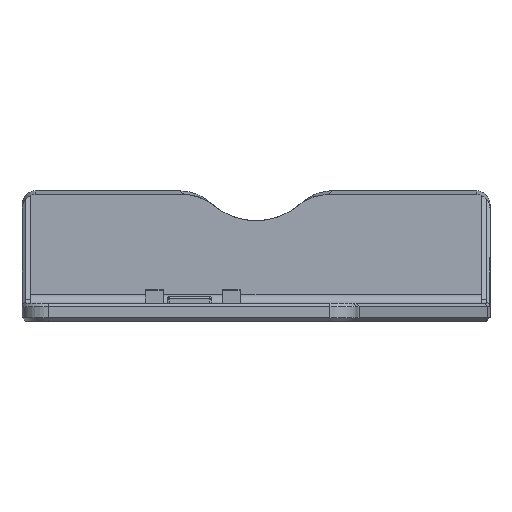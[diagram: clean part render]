
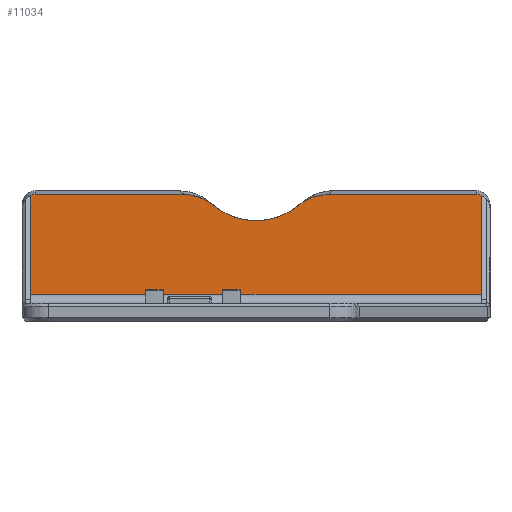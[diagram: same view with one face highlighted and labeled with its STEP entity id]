
A CAD part, left-side view. The second image highlights one B-rep face of the part: STEP entity #11034.
In plain terms, the highlighted planar face has unit normal (-1, 0, 0).
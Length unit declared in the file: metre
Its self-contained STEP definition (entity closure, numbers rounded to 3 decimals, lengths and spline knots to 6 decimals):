
#110=ELLIPSE('',#11676,0.003042,0.003);
#111=ELLIPSE('',#11678,0.003042,0.003);
#237=B_SPLINE_CURVE_WITH_KNOTS('',3,(#15992,#15993,#15994,#15995),
 .UNSPECIFIED.,.F.,.F.,(4,4),(0.,0.007235),.UNSPECIFIED.);
#238=B_SPLINE_CURVE_WITH_KNOTS('',3,(#15999,#16000,#16001,#16002),
 .UNSPECIFIED.,.F.,.F.,(4,4),(0.,0.007244),.UNSPECIFIED.);
#412=CIRCLE('',#11677,0.015);
#961=ORIENTED_EDGE('',*,*,#4300,.T.);
#962=ORIENTED_EDGE('',*,*,#4301,.T.);
#963=ORIENTED_EDGE('',*,*,#4302,.T.);
#964=ORIENTED_EDGE('',*,*,#4303,.T.);
#965=ORIENTED_EDGE('',*,*,#4304,.F.);
#966=ORIENTED_EDGE('',*,*,#4305,.T.);
#967=ORIENTED_EDGE('',*,*,#4306,.T.);
#968=ORIENTED_EDGE('',*,*,#4307,.T.);
#969=ORIENTED_EDGE('',*,*,#4308,.T.);
#970=ORIENTED_EDGE('',*,*,#4299,.F.);
#4299=EDGE_CURVE('',#5968,#5967,#6988,.T.);
#4300=EDGE_CURVE('',#5968,#5969,#6989,.T.);
#4301=EDGE_CURVE('',#5969,#5970,#110,.T.);
#4302=EDGE_CURVE('',#5970,#5971,#6990,.T.);
#4303=EDGE_CURVE('',#5971,#5972,#237,.T.);
#4304=EDGE_CURVE('',#5973,#5972,#412,.T.);
#4305=EDGE_CURVE('',#5973,#5974,#238,.T.);
#4306=EDGE_CURVE('',#5974,#5975,#6991,.T.);
#4307=EDGE_CURVE('',#5975,#5976,#111,.T.);
#4308=EDGE_CURVE('',#5976,#5967,#6992,.T.);
#5967=VERTEX_POINT('',#15981);
#5968=VERTEX_POINT('',#15983);
#5969=VERTEX_POINT('',#15987);
#5970=VERTEX_POINT('',#15989);
#5971=VERTEX_POINT('',#15991);
#5972=VERTEX_POINT('',#15996);
#5973=VERTEX_POINT('',#15998);
#5974=VERTEX_POINT('',#16003);
#5975=VERTEX_POINT('',#16005);
#5976=VERTEX_POINT('',#16007);
#6988=LINE('',#15984,#8348);
#6989=LINE('',#15986,#8349);
#6990=LINE('',#15990,#8350);
#6991=LINE('',#16004,#8351);
#6992=LINE('',#16008,#8352);
#8348=VECTOR('',#12737,1.);
#8349=VECTOR('',#12740,1.);
#8350=VECTOR('',#12743,1.);
#8351=VECTOR('',#12746,1.);
#8352=VECTOR('',#12749,1.);
#9325=EDGE_LOOP('',(#961,#962,#963,#964,#965,#966,#967,#968,#969,#970));
#9961=FACE_BOUND('',#9325,.T.);
#10571=PLANE('',#11675);
#11034=ADVANCED_FACE('',(#9961),#10571,.T.);
#11675=AXIS2_PLACEMENT_3D('',#15985,#12738,#12739);
#11676=AXIS2_PLACEMENT_3D('',#15988,#12741,#12742);
#11677=AXIS2_PLACEMENT_3D('',#15997,#12744,#12745);
#11678=AXIS2_PLACEMENT_3D('',#16006,#12747,#12748);
#12737=DIRECTION('',(0.,1.,0.));
#12738=DIRECTION('',(-1.,0.,0.));
#12739=DIRECTION('',(0.,-1.,0.));
#12740=DIRECTION('',(0.,0.,1.));
#12741=DIRECTION('',(-1.,0.,0.));
#12742=DIRECTION('',(0.,0.,1.));
#12743=DIRECTION('',(0.,1.,0.));
#12744=DIRECTION('',(-1.,0.,0.));
#12745=DIRECTION('',(0.,-1.,0.));
#12746=DIRECTION('',(0.,1.,0.));
#12747=DIRECTION('',(-1.,0.,0.));
#12748=DIRECTION('',(0.,0.,1.));
#12749=DIRECTION('',(0.,0.,-1.));
#15981=CARTESIAN_POINT('',(0.010377,0.05205,-0.0066));
#15983=CARTESIAN_POINT('',(0.010377,-0.04895,-0.0066));
#15984=CARTESIAN_POINT('',(0.010377,-0.050952,-0.0066));
#15985=CARTESIAN_POINT('',(0.010377,-0.050952,0.00585));
#15986=CARTESIAN_POINT('',(0.010377,-0.04895,0.00585));
#15987=CARTESIAN_POINT('',(0.010377,-0.04895,0.015626));
#15988=CARTESIAN_POINT('',(0.010377,-0.04795,0.012758));
#15989=CARTESIAN_POINT('',(0.010377,-0.04795,0.0158));
#15990=CARTESIAN_POINT('',(0.010377,-0.050952,0.0158));
#15991=CARTESIAN_POINT('',(0.010377,-0.014705,0.0158));
#15992=CARTESIAN_POINT('',(0.010377,-0.014705,0.0158));
#15993=CARTESIAN_POINT('',(0.010377,-0.012256,0.0158));
#15994=CARTESIAN_POINT('',(0.010377,-0.009891,0.014928));
#15995=CARTESIAN_POINT('',(0.010377,-0.008004,0.013369));
#15996=CARTESIAN_POINT('',(0.010377,-0.008004,0.013369));
#15997=CARTESIAN_POINT('',(0.010377,0.00155,0.024933));
#15998=CARTESIAN_POINT('',(0.010377,0.011104,0.013369));
#15999=CARTESIAN_POINT('',(0.010377,0.011104,0.013369));
#16000=CARTESIAN_POINT('',(0.010377,0.012991,0.014928));
#16001=CARTESIAN_POINT('',(0.010377,0.015356,0.0158));
#16002=CARTESIAN_POINT('',(0.010377,0.017805,0.0158));
#16003=CARTESIAN_POINT('',(0.010377,0.017805,0.0158));
#16004=CARTESIAN_POINT('',(0.010377,-0.050952,0.0158));
#16005=CARTESIAN_POINT('',(0.010377,0.05105,0.0158));
#16006=CARTESIAN_POINT('',(0.010377,0.05105,0.012758));
#16007=CARTESIAN_POINT('',(0.010377,0.05205,0.015626));
#16008=CARTESIAN_POINT('',(0.010377,0.05205,0.00585));
